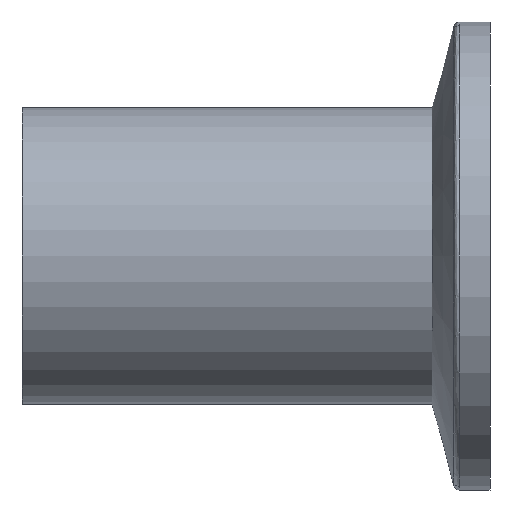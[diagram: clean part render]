
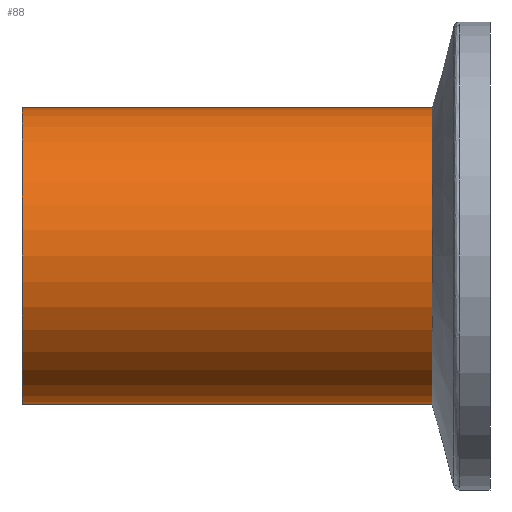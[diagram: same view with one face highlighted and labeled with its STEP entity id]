
A CAD part, front view. The second image highlights one B-rep face of the part: STEP entity #88.
In plain terms, the highlighted cylindrical face has radius 12.7 mm (diameter 25.4 mm), a full revolution.
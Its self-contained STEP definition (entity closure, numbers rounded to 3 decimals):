
#7 = CARTESIAN_POINT ( 'NONE',  ( -4.956, 0., 12.7 ) ) ;
#20 = CARTESIAN_POINT ( 'NONE',  ( -40., 0., 0. ) ) ;
#30 = FACE_OUTER_BOUND ( 'NONE', #52, .T. ) ;
#31 = AXIS2_PLACEMENT_3D ( 'NONE', #20, #253, #183 ) ;
#37 = DIRECTION ( 'NONE',  ( -1., 0., 0. ) ) ;
#38 = DIRECTION ( 'NONE',  ( 0., 0., 1. ) ) ;
#39 = EDGE_CURVE ( 'NONE', #69, #69, #237, .T. ) ;
#50 = VERTEX_POINT ( 'NONE', #7 ) ;
#52 = EDGE_LOOP ( 'NONE', ( #135 ) ) ;
#69 = VERTEX_POINT ( 'NONE', #152 ) ;
#88 = ADVANCED_FACE ( 'NONE', ( #179, #30 ), #130, .T. ) ;
#109 = CARTESIAN_POINT ( 'NONE',  ( 0., 0., 0. ) ) ;
#130 = CYLINDRICAL_SURFACE ( 'NONE', #240, 12.7 ) ;
#135 = ORIENTED_EDGE ( 'NONE', *, *, #232, .T. ) ;
#152 = CARTESIAN_POINT ( 'NONE',  ( -40., 0., 12.7 ) ) ;
#167 = DIRECTION ( 'NONE',  ( -1., 0., 0. ) ) ;
#174 = CIRCLE ( 'NONE', #227, 12.7 ) ;
#179 = FACE_OUTER_BOUND ( 'NONE', #191, .T. ) ;
#183 = DIRECTION ( 'NONE',  ( 0., 0., 1. ) ) ;
#191 = EDGE_LOOP ( 'NONE', ( #226 ) ) ;
#206 = CARTESIAN_POINT ( 'NONE',  ( -4.956, 0., 0. ) ) ;
#212 = DIRECTION ( 'NONE',  ( 0., 0., 1. ) ) ;
#226 = ORIENTED_EDGE ( 'NONE', *, *, #39, .T. ) ;
#227 = AXIS2_PLACEMENT_3D ( 'NONE', #206, #167, #212 ) ;
#232 = EDGE_CURVE ( 'NONE', #50, #50, #174, .T. ) ;
#237 = CIRCLE ( 'NONE', #31, 12.7 ) ;
#240 = AXIS2_PLACEMENT_3D ( 'NONE', #109, #37, #38 ) ;
#253 = DIRECTION ( 'NONE',  ( 1., 0., 0. ) ) ;
